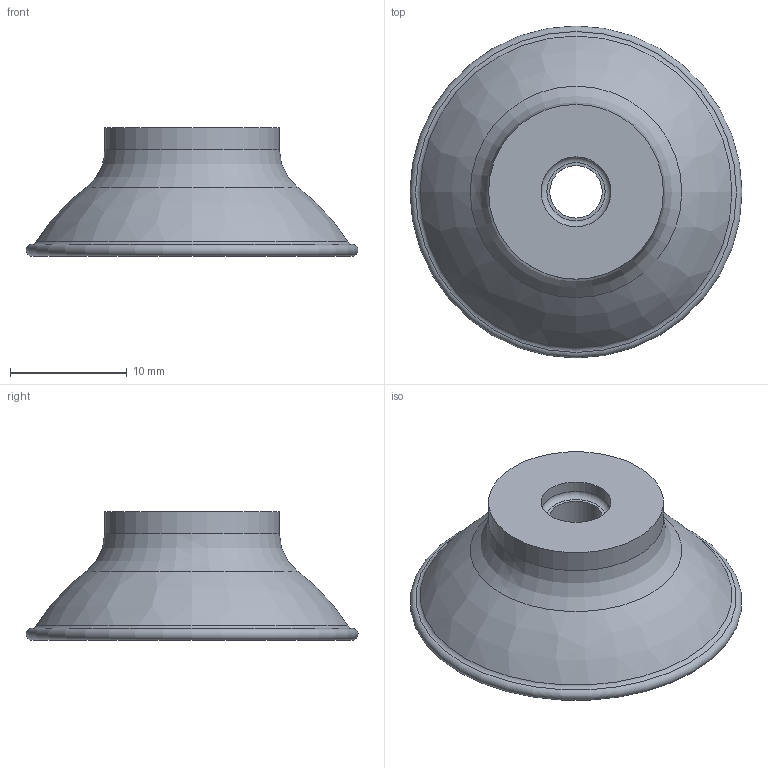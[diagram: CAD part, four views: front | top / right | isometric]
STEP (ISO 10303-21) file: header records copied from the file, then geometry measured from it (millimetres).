
FILE_DESCRIPTION( ( 'Unknown' ), '1' );
FILE_NAME( 'PIAB_ISM_0104803.stp', 'Unknown', ( 'MaK' ), ( 'FALUTEKNIK AB' ), 'XStep 1.0', 'Solid Edge V15', ' ' );
FILE_SCHEMA( ( 'CONFIG_CONTROL_DESIGN' ) );
Length unit declared in the file: millimetre
Products named in the file (1): 1
Bounding box: 28.5 x 28.5 x 11 mm (x, y, z)
Volume: 1845.6 mm3; surface area: 2003.7 mm2
Topology: 1 solids, 1 shells, 46 faces, 101 edges, 65 vertices
Faces by surface type: plane 19, cylinder 12, bspline 10, torus 5
Full cylindrical faces by diameter (mm): 4.5 x1, 6 x1, 7 x1, 15 x1
Entity records: 1699 total; most frequent: CARTESIAN_POINT 817, ORIENTED_EDGE 172, DIRECTION 134, EDGE_CURVE 86, EDGE_LOOP 68, VERTEX_POINT 62, AXIS2_PLACEMENT_3D 59, FACE_OUTER_BOUND 57
